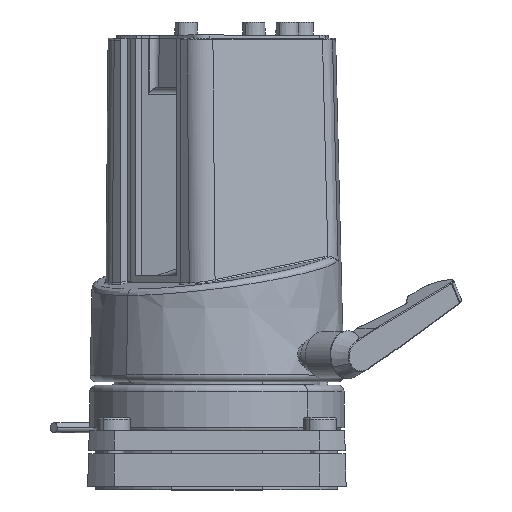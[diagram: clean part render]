
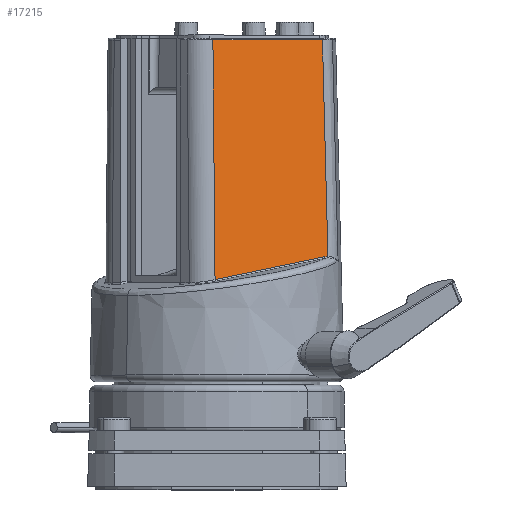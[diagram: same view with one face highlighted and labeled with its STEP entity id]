
A CAD part, top view. The second image highlights one B-rep face of the part: STEP entity #17215.
In plain terms, the highlighted face is planar.
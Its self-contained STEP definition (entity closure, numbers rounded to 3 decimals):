
#1970 = EDGE_CURVE ( 'NONE', #21936, #4421, #17150, .T. ) ;
#2381 = CARTESIAN_POINT ( 'NONE',  ( -32.725, 38.232, 13.799 ) ) ;
#2711 = LINE ( 'NONE', #19216, #5838 ) ;
#3088 = DIRECTION ( 'NONE',  ( 0.252, 0., -0.968 ) ) ;
#3149 = CARTESIAN_POINT ( 'NONE',  ( -32.279, 82.448, 14.229 ) ) ;
#3783 = VERTEX_POINT ( 'NONE', #15090 ) ;
#4421 = VERTEX_POINT ( 'NONE', #25065 ) ;
#5210 = CARTESIAN_POINT ( 'NONE',  ( -32.938, 38.346, 14.621 ) ) ;
#5407 = CARTESIAN_POINT ( 'NONE',  ( -33.047, 38.333, 15.037 ) ) ;
#5604 = DIRECTION ( 'NONE',  ( -0.252, 0., 0.968 ) ) ;
#5838 = VECTOR ( 'NONE', #28148, 1000. ) ;
#7006 = EDGE_CURVE ( 'NONE', #3783, #26466, #13423, .T. ) ;
#7078 = DIRECTION ( 'NONE',  ( -0.013, -1., 0. ) ) ;
#7711 = EDGE_CURVE ( 'NONE', #7823, #21936, #2711, .T. ) ;
#7823 = VERTEX_POINT ( 'NONE', #13065 ) ;
#8584 = ORIENTED_EDGE ( 'NONE', *, *, #11186, .T. ) ;
#9895 = ORIENTED_EDGE ( 'NONE', *, *, #7006, .T. ) ;
#10400 = ORIENTED_EDGE ( 'NONE', *, *, #13345, .T. ) ;
#11186 = EDGE_CURVE ( 'NONE', #4421, #3783, #16289, .T. ) ;
#11470 = CARTESIAN_POINT ( 'NONE',  ( -32.831, 38.309, 14.209 ) ) ;
#12072 = ORIENTED_EDGE ( 'NONE', *, *, #1970, .T. ) ;
#13065 = CARTESIAN_POINT ( 'NONE',  ( -23.049, 31.225, -23.64 ) ) ;
#13345 = EDGE_CURVE ( 'NONE', #26466, #7823, #19323, .T. ) ;
#13423 = LINE ( 'NONE', #27304, #18585 ) ;
#13466 = VECTOR ( 'NONE', #7078, 1000. ) ;
#14337 = PLANE ( 'NONE',  #25777 ) ;
#15090 = CARTESIAN_POINT ( 'NONE',  ( -31.894, 104.506, 13.823 ) ) ;
#15771 = CARTESIAN_POINT ( 'NONE',  ( -22.119, 104.866, -23.64 ) ) ;
#15865 = ORIENTED_EDGE ( 'NONE', *, *, #7711, .T. ) ;
#16289 = B_SPLINE_CURVE_WITH_KNOTS ( 'NONE', 3,
 ( #22901, #25142, #3149, #18541 ),
 .UNSPECIFIED., .F., .F.,
 ( 4, 4 ),
 ( 0., 0.067 ),
 .UNSPECIFIED. ) ;
#17150 = B_SPLINE_CURVE_WITH_KNOTS ( 'NONE', 3,
 ( #18551, #11470, #5210, #5407 ),
 .UNSPECIFIED., .F., .F.,
 ( 4, 4 ),
 ( 0., 0.001 ),
 .UNSPECIFIED. ) ;
#17215 = ADVANCED_FACE ( 'NONE', ( #21006 ), #14337, .T. ) ;
#18541 = CARTESIAN_POINT ( 'NONE',  ( -31.894, 104.506, 13.823 ) ) ;
#18551 = CARTESIAN_POINT ( 'NONE',  ( -32.725, 38.232, 13.799 ) ) ;
#18585 = VECTOR ( 'NONE', #3088, 1000. ) ;
#18748 = DIRECTION ( 'NONE',  ( -0.968, 0.012, -0.252 ) ) ;
#19216 = CARTESIAN_POINT ( 'NONE',  ( -36.39, 40.886, 27.98 ) ) ;
#19323 = LINE ( 'NONE', #15771, #13466 ) ;
#20344 = EDGE_LOOP ( 'NONE', ( #8584, #9895, #10400, #15865, #12072 ) ) ;
#21006 = FACE_OUTER_BOUND ( 'NONE', #20344, .T. ) ;
#21936 = VERTEX_POINT ( 'NONE', #2381 ) ;
#22901 = CARTESIAN_POINT ( 'NONE',  ( -33.047, 38.333, 15.037 ) ) ;
#25065 = CARTESIAN_POINT ( 'NONE',  ( -33.047, 38.333, 15.037 ) ) ;
#25142 = CARTESIAN_POINT ( 'NONE',  ( -32.663, 60.391, 14.634 ) ) ;
#25777 = AXIS2_PLACEMENT_3D ( 'NONE', #27564, #18748, #5604 ) ;
#26466 = VERTEX_POINT ( 'NONE', #28072 ) ;
#27304 = CARTESIAN_POINT ( 'NONE',  ( -22.123, 104.506, -23.642 ) ) ;
#27564 = CARTESIAN_POINT ( 'NONE',  ( -32.7, 105., 16.936 ) ) ;
#28072 = CARTESIAN_POINT ( 'NONE',  ( -22.124, 104.506, -23.64 ) ) ;
#28148 = DIRECTION ( 'NONE',  ( -0.246, 0.178, 0.953 ) ) ;
